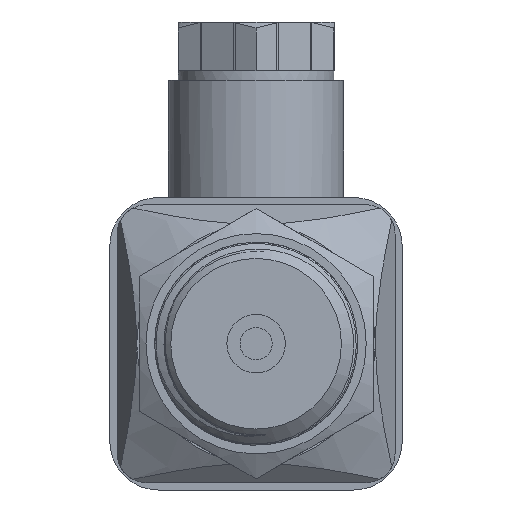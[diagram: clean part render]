
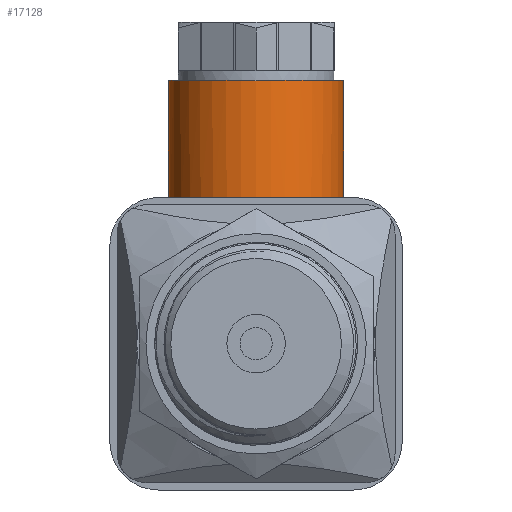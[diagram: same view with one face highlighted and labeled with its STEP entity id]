
A CAD part, left-side view. The second image highlights one B-rep face of the part: STEP entity #17128.
In plain terms, the highlighted cylindrical face has radius 9 mm (diameter 18 mm), a full revolution.
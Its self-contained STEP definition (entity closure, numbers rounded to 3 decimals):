
#1977=FACE_OUTER_BOUND('',#3044,.T.);
#3044=EDGE_LOOP('',(#15901,#15902,#15903,#15904,#15905,#15906,#15907));
#3348=CIRCLE('',#18177,9.);
#3349=CIRCLE('',#18178,9.);
#3374=CIRCLE('',#18259,9.);
#4033=B_SPLINE_CURVE_WITH_KNOTS('',3,(#37873,#37874,#37875,#37876,#37877,
#37878,#37879,#37880,#37881,#37882),.UNSPECIFIED.,.F.,.F.,(4,2,1,1,1,1,
4),(-0.002,0.,0.204,0.408,0.611,
0.815,1.019),.UNSPECIFIED.);
#4034=B_SPLINE_CURVE_WITH_KNOTS('',3,(#37951,#37952,#37953,#37954,#37955,
#37956,#37957,#37958,#37959,#37960,#37961,#37962),.UNSPECIFIED.,.F.,.F.,
(4,1,1,1,1,1,1,2,4),(0.,0.204,0.306,
0.408,0.509,0.611,0.815,
1.019,1.02),.UNSPECIFIED.);
#5475=LINE('',#38314,#6934);
#6934=VECTOR('',#21743,9.);
#8186=VERTEX_POINT('',#35314);
#8450=VERTEX_POINT('',#37871);
#8451=VERTEX_POINT('',#37884);
#8453=VERTEX_POINT('',#37888);
#8544=VERTEX_POINT('',#38312);
#10856=EDGE_CURVE('',#8186,#8450,#4033,.T.);
#10859=EDGE_CURVE('',#8450,#8453,#3348,.T.);
#10860=EDGE_CURVE('',#8453,#8451,#3349,.T.);
#10861=EDGE_CURVE('',#8451,#8186,#4034,.T.);
#11006=EDGE_CURVE('',#8544,#8544,#3374,.T.);
#11007=EDGE_CURVE('',#8544,#8453,#5475,.T.);
#15901=ORIENTED_EDGE('',*,*,#11006,.F.);
#15902=ORIENTED_EDGE('',*,*,#11007,.T.);
#15903=ORIENTED_EDGE('',*,*,#10859,.F.);
#15904=ORIENTED_EDGE('',*,*,#10856,.F.);
#15905=ORIENTED_EDGE('',*,*,#10861,.F.);
#15906=ORIENTED_EDGE('',*,*,#10860,.F.);
#15907=ORIENTED_EDGE('',*,*,#11007,.F.);
#16178=CYLINDRICAL_SURFACE('',#18258,9.);
#17128=ADVANCED_FACE('',(#1977),#16178,.T.);
#18177=AXIS2_PLACEMENT_3D('',#37889,#21482,#21483);
#18178=AXIS2_PLACEMENT_3D('',#37890,#21484,#21485);
#18258=AXIS2_PLACEMENT_3D('',#38311,#21739,#21740);
#18259=AXIS2_PLACEMENT_3D('',#38313,#21741,#21742);
#21482=DIRECTION('center_axis',(0.,0.,-1.));
#21483=DIRECTION('ref_axis',(1.,0.,0.));
#21484=DIRECTION('center_axis',(0.,0.,-1.));
#21485=DIRECTION('ref_axis',(1.,0.,0.));
#21739=DIRECTION('center_axis',(0.,0.,1.));
#21740=DIRECTION('ref_axis',(-1.,0.,0.));
#21741=DIRECTION('center_axis',(0.,0.,1.));
#21742=DIRECTION('ref_axis',(-1.,0.,0.));
#21743=DIRECTION('',(0.,0.,-1.));
#35314=CARTESIAN_POINT('',(-28.,0.,10.5));
#37871=CARTESIAN_POINT('',(-24.4,7.2,14.5));
#37873=CARTESIAN_POINT('Ctrl Pts',(-28.,0.,10.5));
#37874=CARTESIAN_POINT('Ctrl Pts',(-28.,0.004,10.503));
#37875=CARTESIAN_POINT('Ctrl Pts',(-28.,0.008,
10.505));
#37876=CARTESIAN_POINT('Ctrl Pts',(-27.999,0.528,
10.871));
#37877=CARTESIAN_POINT('Ctrl Pts',(-27.909,1.565,11.599));
#37878=CARTESIAN_POINT('Ctrl Pts',(-27.501,3.098,12.639));
#37879=CARTESIAN_POINT('Ctrl Pts',(-26.801,4.592,13.566));
#37880=CARTESIAN_POINT('Ctrl Pts',(-25.787,6.,14.28));
#37881=CARTESIAN_POINT('Ctrl Pts',(-24.889,6.833,14.5));
#37882=CARTESIAN_POINT('Ctrl Pts',(-24.4,7.2,14.5));
#37884=CARTESIAN_POINT('',(-24.4,-7.2,14.5));
#37888=CARTESIAN_POINT('',(-10.,0.,14.5));
#37889=CARTESIAN_POINT('Origin',(-19.,0.,14.5));
#37890=CARTESIAN_POINT('Origin',(-19.,0.,14.5));
#37951=CARTESIAN_POINT('Ctrl Pts',(-24.4,-7.2,14.5));
#37952=CARTESIAN_POINT('Ctrl Pts',(-24.889,-6.833,
14.5));
#37953=CARTESIAN_POINT('Ctrl Pts',(-25.563,-6.207,
14.335));
#37954=CARTESIAN_POINT('Ctrl Pts',(-26.294,-5.296,
13.923));
#37955=CARTESIAN_POINT('Ctrl Pts',(-26.763,-4.579,
13.539));
#37956=CARTESIAN_POINT('Ctrl Pts',(-27.15,-3.846,
13.104));
#37957=CARTESIAN_POINT('Ctrl Pts',(-27.569,-2.842,
12.466));
#37958=CARTESIAN_POINT('Ctrl Pts',(-27.909,-1.565,
11.6));
#37959=CARTESIAN_POINT('Ctrl Pts',(-27.999,-0.528,
10.871));
#37960=CARTESIAN_POINT('Ctrl Pts',(-28.,-0.008,
10.505));
#37961=CARTESIAN_POINT('Ctrl Pts',(-28.,-0.004,10.503));
#37962=CARTESIAN_POINT('Ctrl Pts',(-28.,0.,10.5));
#38311=CARTESIAN_POINT('Origin',(-19.,0.,13.5));
#38312=CARTESIAN_POINT('',(-10.,0.,27.));
#38313=CARTESIAN_POINT('Origin',(-19.,0.,27.));
#38314=CARTESIAN_POINT('',(-10.,0.,13.5));
